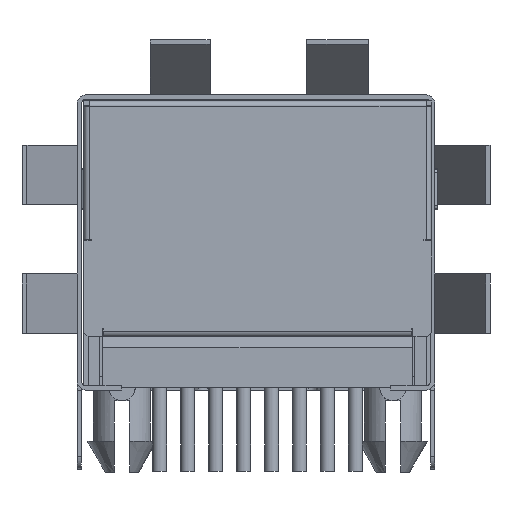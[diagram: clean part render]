
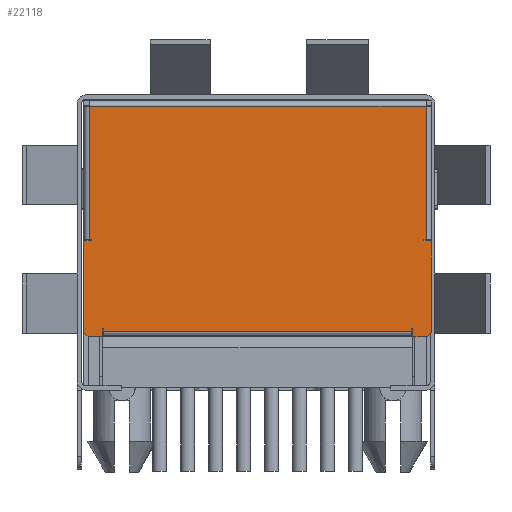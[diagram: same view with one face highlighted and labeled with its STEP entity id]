
A CAD part, front view. The second image highlights one B-rep face of the part: STEP entity #22118.
In plain terms, the highlighted planar face has unit normal (0, -1, 0).
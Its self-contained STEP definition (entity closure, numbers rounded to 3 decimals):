
#20186=CARTESIAN_POINT('',(-7.545,-23.48,7.298));
#20187=VERTEX_POINT('',#20186);
#20194=CARTESIAN_POINT('',(-7.645,-23.48,7.298));
#20195=VERTEX_POINT('',#20194);
#20196=CARTESIAN_POINT('',(-7.528,-23.48,7.298));
#20197=DIRECTION('',(1.0,0.0,0.0));
#20198=VECTOR('',#20197,1.0);
#20199=LINE('',#20196,#20198);
#20200=EDGE_CURVE('n� 2692',#20195,#20187,#20199,.T.);
#20226=CARTESIAN_POINT('',(-7.645,-23.48,13.358));
#20227=VERTEX_POINT('',#20226);
#20933=CARTESIAN_POINT('',(7.655,-23.48,7.298));
#20934=VERTEX_POINT('',#20933);
#20942=CARTESIAN_POINT('',(7.555,-23.48,7.298));
#20943=VERTEX_POINT('',#20942);
#20944=CARTESIAN_POINT('',(7.922,-23.48,7.298));
#20945=DIRECTION('',(1.0,0.0,0.0));
#20946=VECTOR('',#20945,1.0);
#20947=LINE('',#20944,#20946);
#20948=EDGE_CURVE('n� 1811',#20943,#20934,#20947,.T.);
#20990=CARTESIAN_POINT('',(7.655,-23.48,13.358));
#20991=VERTEX_POINT('',#20990);
#21667=CARTESIAN_POINT('',(7.055,-23.48,2.908));
#21668=VERTEX_POINT('',#21667);
#21676=CARTESIAN_POINT('',(7.705,-23.48,2.908));
#21677=VERTEX_POINT('',#21676);
#21684=CARTESIAN_POINT('',(8.695,-23.48,2.908));
#21685=DIRECTION('',(-1.0,-0.0,0.0));
#21686=VECTOR('',#21685,1.0);
#21687=LINE('',#21684,#21686);
#21688=EDGE_CURVE('n� 382',#21677,#21668,#21687,.T.);
#21698=CARTESIAN_POINT('',(-7.045,-23.48,3.258));
#21699=VERTEX_POINT('',#21698);
#21706=CARTESIAN_POINT('',(-7.045,-23.48,2.908));
#21707=VERTEX_POINT('',#21706);
#21708=CARTESIAN_POINT('',(-7.045,-23.48,2.386));
#21709=DIRECTION('',(-0.0,0.0,-1.0));
#21710=VECTOR('',#21709,1.0);
#21711=LINE('',#21708,#21710);
#21712=EDGE_CURVE('n� 375',#21699,#21707,#21711,.T.);
#21730=CARTESIAN_POINT('',(-7.695,-23.48,2.908));
#21731=VERTEX_POINT('',#21730);
#21732=CARTESIAN_POINT('',(8.695,-23.48,2.908));
#21733=DIRECTION('',(-1.0,0.0,0.0));
#21734=VECTOR('',#21733,1.0);
#21735=LINE('',#21732,#21734);
#21736=EDGE_CURVE('n� 374',#21707,#21731,#21735,.T.);
#21753=CARTESIAN_POINT('',(-7.895,-23.48,3.108));
#21754=VERTEX_POINT('',#21753);
#21755=CARTESIAN_POINT('',(-7.695,-23.48,2.908));
#21756=DIRECTION('',(-0.707,-0.0,0.707));
#21757=VECTOR('',#21756,1.0);
#21758=LINE('',#21755,#21757);
#21759=EDGE_CURVE('n� 373',#21731,#21754,#21758,.T.);
#21777=CARTESIAN_POINT('',(-7.895,-23.48,7.248));
#21778=VERTEX_POINT('',#21777);
#21787=CARTESIAN_POINT('',(-7.895,-23.48,2.386));
#21788=DIRECTION('',(-0.0,0.0,1.0));
#21789=VECTOR('',#21788,1.0);
#21790=LINE('',#21787,#21789);
#21791=EDGE_CURVE('n� 372',#21754,#21778,#21790,.T.);
#21802=CARTESIAN_POINT('',(-7.545,-23.48,7.248));
#21803=VERTEX_POINT('',#21802);
#21804=CARTESIAN_POINT('',(8.695,-23.48,7.248));
#21805=DIRECTION('',(1.0,-0.0,-0.0));
#21806=VECTOR('',#21805,1.0);
#21807=LINE('',#21804,#21806);
#21808=EDGE_CURVE('n� 371',#21778,#21803,#21807,.T.);
#21826=CARTESIAN_POINT('',(-7.545,-23.48,2.386));
#21827=DIRECTION('',(-0.0,0.0,1.0));
#21828=VECTOR('',#21827,1.0);
#21829=LINE('',#21826,#21828);
#21830=EDGE_CURVE('n� 370',#21803,#20187,#21829,.T.);
#21842=CARTESIAN_POINT('',(-7.645,-23.48,2.386));
#21843=DIRECTION('',(0.0,0.0,1.0));
#21844=VECTOR('',#21843,1.0);
#21845=LINE('',#21842,#21844);
#21846=EDGE_CURVE('n� 368',#20195,#20227,#21845,.T.);
#21860=CARTESIAN_POINT('',(8.695,-23.48,13.358));
#21861=DIRECTION('',(1.0,-0.0,-0.0));
#21862=VECTOR('',#21861,1.0);
#21863=LINE('',#21860,#21862);
#21864=EDGE_CURVE('n� 367',#20227,#20991,#21863,.T.);
#21876=CARTESIAN_POINT('',(7.655,-23.48,2.386));
#21877=DIRECTION('',(0.0,0.0,-1.0));
#21878=VECTOR('',#21877,1.0);
#21879=LINE('',#21876,#21878);
#21880=EDGE_CURVE('n� 366',#20991,#20934,#21879,.T.);
#21894=CARTESIAN_POINT('',(7.555,-23.48,7.248));
#21895=VERTEX_POINT('',#21894);
#21896=CARTESIAN_POINT('',(7.555,-23.48,2.386));
#21897=DIRECTION('',(-0.0,0.0,-1.0));
#21898=VECTOR('',#21897,1.0);
#21899=LINE('',#21896,#21898);
#21900=EDGE_CURVE('n� 364',#20943,#21895,#21899,.T.);
#21918=CARTESIAN_POINT('',(7.905,-23.48,7.248));
#21919=VERTEX_POINT('',#21918);
#21920=CARTESIAN_POINT('',(8.695,-23.48,7.248));
#21921=DIRECTION('',(1.0,0.0,-0.0));
#21922=VECTOR('',#21921,1.0);
#21923=LINE('',#21920,#21922);
#21924=EDGE_CURVE('n� 363',#21895,#21919,#21923,.T.);
#21942=CARTESIAN_POINT('',(7.905,-23.48,3.108));
#21943=VERTEX_POINT('',#21942);
#21944=CARTESIAN_POINT('',(7.905,-23.48,2.386));
#21945=DIRECTION('',(-0.0,-0.0,-1.0));
#21946=VECTOR('',#21945,1.0);
#21947=LINE('',#21944,#21946);
#21948=EDGE_CURVE('n� 362',#21919,#21943,#21947,.T.);
#21965=CARTESIAN_POINT('',(7.905,-23.48,3.108));
#21966=DIRECTION('',(-0.707,0.0,-0.707));
#21967=VECTOR('',#21966,1.0);
#21968=LINE('',#21965,#21967);
#21969=EDGE_CURVE('n� 361',#21943,#21677,#21968,.T.);
#21983=CARTESIAN_POINT('',(7.055,-23.48,3.258));
#21984=VERTEX_POINT('',#21983);
#21985=CARTESIAN_POINT('',(7.055,-23.48,2.386));
#21986=DIRECTION('',(0.0,0.0,1.0));
#21987=VECTOR('',#21986,1.0);
#21988=LINE('',#21985,#21987);
#21989=EDGE_CURVE('n� 381',#21668,#21984,#21988,.T.);
#22039=CARTESIAN_POINT('',(-6.995,-23.48,3.258));
#22040=VERTEX_POINT('',#22039);
#22047=CARTESIAN_POINT('',(8.695,-23.48,3.258));
#22048=DIRECTION('',(-1.0,0.0,0.0));
#22049=VECTOR('',#22048,1.0);
#22050=LINE('',#22047,#22049);
#22051=EDGE_CURVE('n� 376',#22040,#21699,#22050,.T.);
#22063=ORIENTED_EDGE('',*,*,#21948,.F.);
#22064=ORIENTED_EDGE('',*,*,#21924,.F.);
#22065=ORIENTED_EDGE('',*,*,#21900,.F.);
#22066=ORIENTED_EDGE('',*,*,#20948,.T.);
#22067=ORIENTED_EDGE('',*,*,#21880,.F.);
#22068=ORIENTED_EDGE('',*,*,#21864,.F.);
#22069=ORIENTED_EDGE('',*,*,#21846,.F.);
#22070=ORIENTED_EDGE('',*,*,#20200,.T.);
#22071=ORIENTED_EDGE('',*,*,#21830,.F.);
#22072=ORIENTED_EDGE('',*,*,#21808,.F.);
#22073=ORIENTED_EDGE('',*,*,#21791,.F.);
#22074=ORIENTED_EDGE('',*,*,#21759,.F.);
#22075=ORIENTED_EDGE('',*,*,#21736,.F.);
#22076=ORIENTED_EDGE('',*,*,#21712,.F.);
#22077=ORIENTED_EDGE('',*,*,#22051,.F.);
#22078=CARTESIAN_POINT('',(-6.995,-23.48,3.158));
#22079=VERTEX_POINT('',#22078);
#22080=CARTESIAN_POINT('',(-6.995,-23.48,2.891));
#22081=DIRECTION('',(-0.0,0.0,-1.0));
#22082=VECTOR('',#22081,1.0);
#22083=LINE('',#22080,#22082);
#22084=EDGE_CURVE('n� 175',#22040,#22079,#22083,.T.);
#22085=ORIENTED_EDGE('',*,*,#22084,.T.);
#22086=CARTESIAN_POINT('',(7.005,-23.48,3.158));
#22087=VERTEX_POINT('',#22086);
#22088=CARTESIAN_POINT('',(-7.695,-23.48,3.158));
#22089=DIRECTION('',(-1.0,-0.0,-0.0));
#22090=VECTOR('',#22089,1.0);
#22091=LINE('',#22088,#22090);
#22092=EDGE_CURVE('n� 142',#22087,#22079,#22091,.T.);
#22093=ORIENTED_EDGE('',*,*,#22092,.F.);
#22094=CARTESIAN_POINT('',(7.005,-23.48,3.258));
#22095=VERTEX_POINT('',#22094);
#22096=CARTESIAN_POINT('',(7.005,-23.48,2.386));
#22097=DIRECTION('',(0.0,0.0,-1.0));
#22098=VECTOR('',#22097,1.0);
#22099=LINE('',#22096,#22098);
#22100=EDGE_CURVE('n� 379',#22095,#22087,#22099,.T.);
#22101=ORIENTED_EDGE('',*,*,#22100,.F.);
#22102=CARTESIAN_POINT('',(7.057,-23.48,3.258));
#22103=DIRECTION('',(1.0,-0.0,-0.0));
#22104=VECTOR('',#22103,1.0);
#22105=LINE('',#22102,#22104);
#22106=EDGE_CURVE('n� 330',#22095,#21984,#22105,.T.);
#22107=ORIENTED_EDGE('',*,*,#22106,.T.);
#22108=ORIENTED_EDGE('',*,*,#21989,.F.);
#22109=ORIENTED_EDGE('',*,*,#21688,.F.);
#22110=ORIENTED_EDGE('',*,*,#21969,.F.);
#22111=EDGE_LOOP('',(
    #22063,#22064,#22065,#22066,#22067,#22068,#22069,#22070,#22071,#22072,
    #22073,#22074,#22075,#22076,#22077,#22085,#22093,#22101,#22107,#22108,
    #22109,#22110));
#22112=FACE_OUTER_BOUND('',#22111,.T.);
#22113=CARTESIAN_POINT('',(8.695,-23.48,2.386));
#22114=DIRECTION('',(0.0,1.0,0.0));
#22115=DIRECTION('',(-1.0,0.0,0.0));
#22116=AXIS2_PLACEMENT_3D('',#22113,#22114,#22115);
#22117=PLANE('',#22116);
#22118=ADVANCED_FACE('n� 358',(#22112),#22117,.F.);
